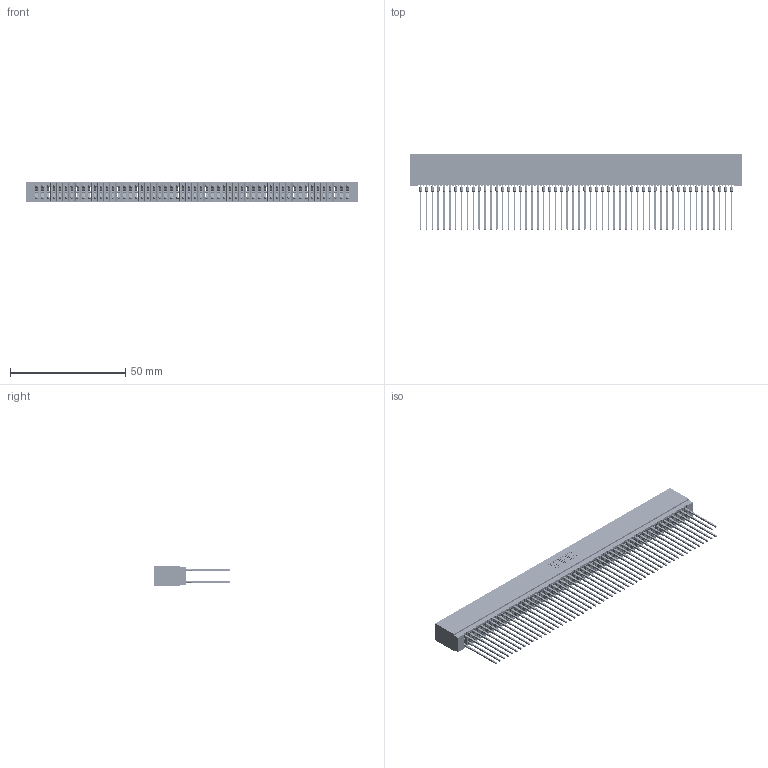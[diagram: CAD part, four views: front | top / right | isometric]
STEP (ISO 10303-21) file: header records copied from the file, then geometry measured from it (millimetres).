
FILE_DESCRIPTION (( 'STEP AP203' ), '1' );
FILE_NAME ('725-108-541-201.STEP', '2026-02-24T20:23:53', ( '' ), ( '' ), 'SwSTEP 2.0', 'SolidWorks 2023', '' );
FILE_SCHEMA (( 'CONFIG_CONTROL_DESIGN' ));
Length unit declared in the file: millimetre
Products named in the file (3): 725 Part_Insulator Option - 01; 725-108-541-201; 745-292-001_541
Assembly tree (109 placements, depth 2):
  725-108-541-201
    725 Part_Insulator Option - 01
    745-292-001_541  x108
Bounding box: 143.76 x 33.03 x 8.89 mm (x, y, z)
Volume: 11869.4 mm3; surface area: 27461.3 mm2
Topology: 109 solids, 109 shells, 9761 faces, 26228 edges, 16476 vertices
Faces by surface type: plane 5023, bspline 2160, cylinder 1930, torus 648
Entity records: 89236 total; most frequent: CARTESIAN_POINT 15975, ORIENTED_EDGE 15434, DIRECTION 13475, EDGE_CURVE 7717, VECTOR 7211, LINE 7211, VERTEX_POINT 4920, AXIS2_PLACEMENT_3D 3132
